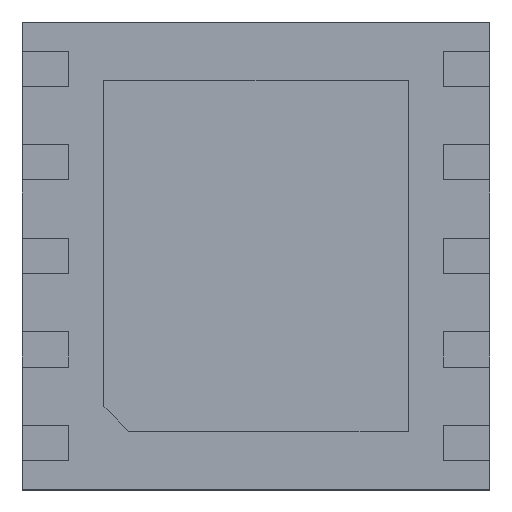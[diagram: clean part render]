
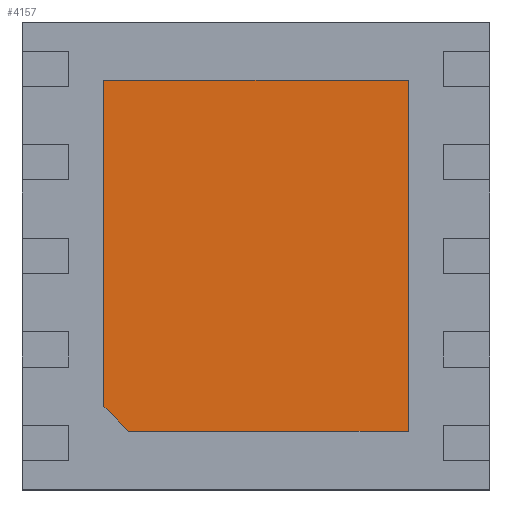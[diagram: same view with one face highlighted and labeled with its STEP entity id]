
A CAD part, top view. The second image highlights one B-rep face of the part: STEP entity #4157.
In plain terms, the highlighted planar face has unit normal (0, 0, 1).
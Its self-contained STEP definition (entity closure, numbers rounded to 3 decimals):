
#1672 = PLANE('',#1673);
#1673 = AXIS2_PLACEMENT_3D('',#1674,#1675,#1676);
#1674 = CARTESIAN_POINT('',(-1.3,-1.288,0.));
#1675 = DIRECTION('',(-1.,0.,0.));
#1676 = DIRECTION('',(0.,1.,0.));
#1700 = PLANE('',#1701);
#1701 = AXIS2_PLACEMENT_3D('',#1702,#1703,#1704);
#1702 = CARTESIAN_POINT('',(-1.3,1.5,0.));
#1703 = DIRECTION('',(0.,1.,0.));
#1704 = DIRECTION('',(1.,0.,0.));
#1728 = PLANE('',#1729);
#1729 = AXIS2_PLACEMENT_3D('',#1730,#1731,#1732);
#1730 = CARTESIAN_POINT('',(1.3,1.5,0.));
#1731 = DIRECTION('',(1.,0.,-0.));
#1732 = DIRECTION('',(0.,-1.,0.));
#1756 = PLANE('',#1757);
#1757 = AXIS2_PLACEMENT_3D('',#1758,#1759,#1760);
#1758 = CARTESIAN_POINT('',(1.3,-1.5,0.));
#1759 = DIRECTION('',(0.,-1.,0.));
#1760 = DIRECTION('',(-1.,0.,0.));
#1782 = PLANE('',#1783);
#1783 = AXIS2_PLACEMENT_3D('',#1784,#1785,#1786);
#1784 = CARTESIAN_POINT('',(-1.3,-1.288,0.));
#1785 = DIRECTION('',(0.707,0.707,-0.));
#1786 = DIRECTION('',(0.707,-0.707,0.));
#3842 = VERTEX_POINT('',#3843);
#3843 = CARTESIAN_POINT('',(-1.3,-1.288,0.05));
#3864 = EDGE_CURVE('',#3842,#3865,#3867,.T.);
#3865 = VERTEX_POINT('',#3866);
#3866 = CARTESIAN_POINT('',(-1.3,1.5,0.05));
#3867 = SURFACE_CURVE('',#3868,(#3872,#3879),.PCURVE_S1.);
#3868 = LINE('',#3869,#3870);
#3869 = CARTESIAN_POINT('',(-1.3,-1.288,0.05));
#3870 = VECTOR('',#3871,1.);
#3871 = DIRECTION('',(0.,1.,0.));
#3872 = PCURVE('',#1672,#3873);
#3873 = DEFINITIONAL_REPRESENTATION('',(#3874),#3878);
#3874 = LINE('',#3875,#3876);
#3875 = CARTESIAN_POINT('',(0.,-0.05));
#3876 = VECTOR('',#3877,1.);
#3877 = DIRECTION('',(1.,0.));
#3878 = ( GEOMETRIC_REPRESENTATION_CONTEXT(2) 
PARAMETRIC_REPRESENTATION_CONTEXT() REPRESENTATION_CONTEXT('2D SPACE',''
  ) );
#3879 = PCURVE('',#3880,#3885);
#3880 = PLANE('',#3881);
#3881 = AXIS2_PLACEMENT_3D('',#3882,#3883,#3884);
#3882 = CARTESIAN_POINT('',(0.015,0.018,0.05
    ));
#3883 = DIRECTION('',(-0.,-0.,-1.));
#3884 = DIRECTION('',(-1.,0.,0.));
#3885 = DEFINITIONAL_REPRESENTATION('',(#3886),#3890);
#3886 = LINE('',#3887,#3888);
#3887 = CARTESIAN_POINT('',(1.315,-1.306));
#3888 = VECTOR('',#3889,1.);
#3889 = DIRECTION('',(0.,1.));
#3890 = ( GEOMETRIC_REPRESENTATION_CONTEXT(2) 
PARAMETRIC_REPRESENTATION_CONTEXT() REPRESENTATION_CONTEXT('2D SPACE',''
  ) );
#3918 = EDGE_CURVE('',#3842,#3919,#3921,.T.);
#3919 = VERTEX_POINT('',#3920);
#3920 = CARTESIAN_POINT('',(-1.088,-1.5,0.05));
#3921 = SURFACE_CURVE('',#3922,(#3926,#3933),.PCURVE_S1.);
#3922 = LINE('',#3923,#3924);
#3923 = CARTESIAN_POINT('',(-1.3,-1.288,0.05));
#3924 = VECTOR('',#3925,1.);
#3925 = DIRECTION('',(0.707,-0.707,0.));
#3926 = PCURVE('',#1782,#3927);
#3927 = DEFINITIONAL_REPRESENTATION('',(#3928),#3932);
#3928 = LINE('',#3929,#3930);
#3929 = CARTESIAN_POINT('',(0.,-0.05));
#3930 = VECTOR('',#3931,1.);
#3931 = DIRECTION('',(1.,0.));
#3932 = ( GEOMETRIC_REPRESENTATION_CONTEXT(2) 
PARAMETRIC_REPRESENTATION_CONTEXT() REPRESENTATION_CONTEXT('2D SPACE',''
  ) );
#3933 = PCURVE('',#3880,#3934);
#3934 = DEFINITIONAL_REPRESENTATION('',(#3935),#3939);
#3935 = LINE('',#3936,#3937);
#3936 = CARTESIAN_POINT('',(1.315,-1.306));
#3937 = VECTOR('',#3938,1.);
#3938 = DIRECTION('',(-0.707,-0.707));
#3939 = ( GEOMETRIC_REPRESENTATION_CONTEXT(2) 
PARAMETRIC_REPRESENTATION_CONTEXT() REPRESENTATION_CONTEXT('2D SPACE',''
  ) );
#3967 = VERTEX_POINT('',#3968);
#3968 = CARTESIAN_POINT('',(1.3,-1.5,0.05));
#3989 = EDGE_CURVE('',#3967,#3919,#3990,.T.);
#3990 = SURFACE_CURVE('',#3991,(#3995,#4002),.PCURVE_S1.);
#3991 = LINE('',#3992,#3993);
#3992 = CARTESIAN_POINT('',(1.3,-1.5,0.05));
#3993 = VECTOR('',#3994,1.);
#3994 = DIRECTION('',(-1.,0.,0.));
#3995 = PCURVE('',#1756,#3996);
#3996 = DEFINITIONAL_REPRESENTATION('',(#3997),#4001);
#3997 = LINE('',#3998,#3999);
#3998 = CARTESIAN_POINT('',(0.,-0.05));
#3999 = VECTOR('',#4000,1.);
#4000 = DIRECTION('',(1.,0.));
#4001 = ( GEOMETRIC_REPRESENTATION_CONTEXT(2) 
PARAMETRIC_REPRESENTATION_CONTEXT() REPRESENTATION_CONTEXT('2D SPACE',''
  ) );
#4002 = PCURVE('',#3880,#4003);
#4003 = DEFINITIONAL_REPRESENTATION('',(#4004),#4008);
#4004 = LINE('',#4005,#4006);
#4005 = CARTESIAN_POINT('',(-1.285,-1.518));
#4006 = VECTOR('',#4007,1.);
#4007 = DIRECTION('',(1.,0.));
#4008 = ( GEOMETRIC_REPRESENTATION_CONTEXT(2) 
PARAMETRIC_REPRESENTATION_CONTEXT() REPRESENTATION_CONTEXT('2D SPACE',''
  ) );
#4016 = VERTEX_POINT('',#4017);
#4017 = CARTESIAN_POINT('',(1.3,1.5,0.05));
#4038 = EDGE_CURVE('',#4016,#3967,#4039,.T.);
#4039 = SURFACE_CURVE('',#4040,(#4044,#4051),.PCURVE_S1.);
#4040 = LINE('',#4041,#4042);
#4041 = CARTESIAN_POINT('',(1.3,1.5,0.05));
#4042 = VECTOR('',#4043,1.);
#4043 = DIRECTION('',(0.,-1.,0.));
#4044 = PCURVE('',#1728,#4045);
#4045 = DEFINITIONAL_REPRESENTATION('',(#4046),#4050);
#4046 = LINE('',#4047,#4048);
#4047 = CARTESIAN_POINT('',(0.,-0.05));
#4048 = VECTOR('',#4049,1.);
#4049 = DIRECTION('',(1.,0.));
#4050 = ( GEOMETRIC_REPRESENTATION_CONTEXT(2) 
PARAMETRIC_REPRESENTATION_CONTEXT() REPRESENTATION_CONTEXT('2D SPACE',''
  ) );
#4051 = PCURVE('',#3880,#4052);
#4052 = DEFINITIONAL_REPRESENTATION('',(#4053),#4057);
#4053 = LINE('',#4054,#4055);
#4054 = CARTESIAN_POINT('',(-1.285,1.482));
#4055 = VECTOR('',#4056,1.);
#4056 = DIRECTION('',(0.,-1.));
#4057 = ( GEOMETRIC_REPRESENTATION_CONTEXT(2) 
PARAMETRIC_REPRESENTATION_CONTEXT() REPRESENTATION_CONTEXT('2D SPACE',''
  ) );
#4065 = EDGE_CURVE('',#3865,#4016,#4066,.T.);
#4066 = SURFACE_CURVE('',#4067,(#4071,#4078),.PCURVE_S1.);
#4067 = LINE('',#4068,#4069);
#4068 = CARTESIAN_POINT('',(-1.3,1.5,0.05));
#4069 = VECTOR('',#4070,1.);
#4070 = DIRECTION('',(1.,0.,0.));
#4071 = PCURVE('',#1700,#4072);
#4072 = DEFINITIONAL_REPRESENTATION('',(#4073),#4077);
#4073 = LINE('',#4074,#4075);
#4074 = CARTESIAN_POINT('',(0.,-0.05));
#4075 = VECTOR('',#4076,1.);
#4076 = DIRECTION('',(1.,0.));
#4077 = ( GEOMETRIC_REPRESENTATION_CONTEXT(2) 
PARAMETRIC_REPRESENTATION_CONTEXT() REPRESENTATION_CONTEXT('2D SPACE',''
  ) );
#4078 = PCURVE('',#3880,#4079);
#4079 = DEFINITIONAL_REPRESENTATION('',(#4080),#4084);
#4080 = LINE('',#4081,#4082);
#4081 = CARTESIAN_POINT('',(1.315,1.482));
#4082 = VECTOR('',#4083,1.);
#4083 = DIRECTION('',(-1.,0.));
#4084 = ( GEOMETRIC_REPRESENTATION_CONTEXT(2) 
PARAMETRIC_REPRESENTATION_CONTEXT() REPRESENTATION_CONTEXT('2D SPACE',''
  ) );
#4157 = ADVANCED_FACE('',(#4158),#3880,.F.);
#4158 = FACE_BOUND('',#4159,.F.);
#4159 = EDGE_LOOP('',(#4160,#4161,#4162,#4163,#4164));
#4160 = ORIENTED_EDGE('',*,*,#4065,.T.);
#4161 = ORIENTED_EDGE('',*,*,#4038,.T.);
#4162 = ORIENTED_EDGE('',*,*,#3989,.T.);
#4163 = ORIENTED_EDGE('',*,*,#3918,.F.);
#4164 = ORIENTED_EDGE('',*,*,#3864,.T.);
